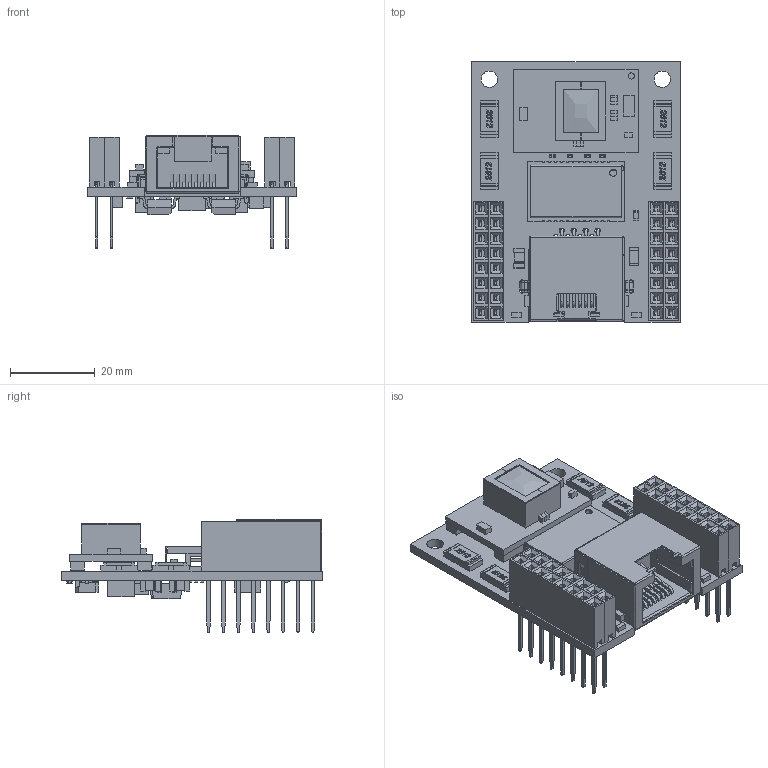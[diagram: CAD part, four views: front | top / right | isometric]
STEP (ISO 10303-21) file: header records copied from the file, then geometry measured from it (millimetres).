
FILE_DESCRIPTION(('FreeCAD Model'),'2;1');
FILE_NAME('Open CASCADE Shape Model','2025-05-03T03:56:24',('FreeCAD'),( 'FreeCAD'),'Open CASCADE STEP processor 7.6','FreeCAD','Unknown');
FILE_SCHEMA(('AUTOMOTIVE_DESIGN { 1 0 10303 214 1 1 1 1 }'));
Products named in the file (1): Open CASCADE STEP translator 7.6 1
Bounding box: 49.18 x 61.34 x 26.67 mm (x, y, z)
Volume: 17081.5 mm3; surface area: 26193.9 mm2
Topology: 256 solids, 256 shells, 5621 faces, 14743 edges, 9170 vertices
Faces by surface type: bspline 5621
Entity records: 169579 total; most frequent: CARTESIAN_POINT 85539, ORIENTED_EDGE 28558, EDGE_CURVE 14279, B_SPLINE_CURVE_WITH_KNOTS 10606, VERTEX_POINT 9170, FACE_BOUND 5821, EDGE_LOOP 5821, ADVANCED_FACE 5621
